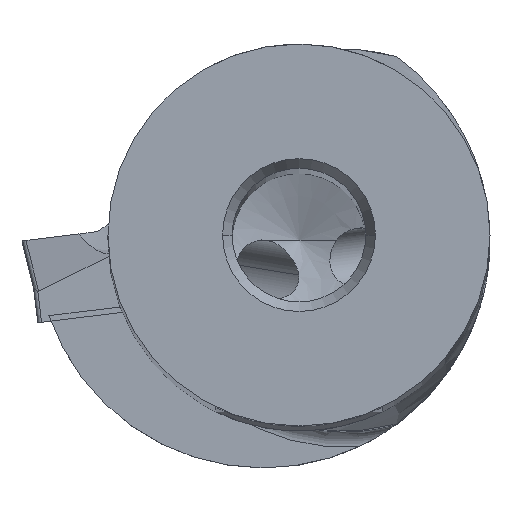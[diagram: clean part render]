
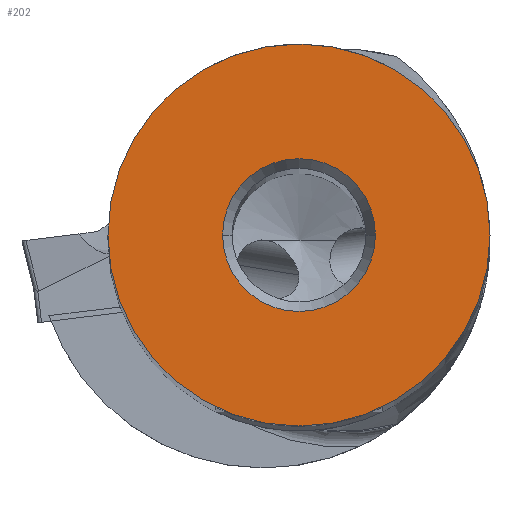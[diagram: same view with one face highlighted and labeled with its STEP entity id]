
A CAD part, top view. The second image highlights one B-rep face of the part: STEP entity #202.
In plain terms, the highlighted planar face has unit normal (0, 0, 1).
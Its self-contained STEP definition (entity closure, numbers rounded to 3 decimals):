
#36=FACE_BOUND('',#515,.T.);
#37=FACE_BOUND('',#516,.T.);
#202=ADVANCED_FACE('',(#36,#37),#311,.T.);
#311=PLANE('',#2906);
#515=EDGE_LOOP('',(#853,#854));
#516=EDGE_LOOP('',(#855,#856));
#853=ORIENTED_EDGE('',*,*,#1795,.T.);
#854=ORIENTED_EDGE('',*,*,#1802,.T.);
#855=ORIENTED_EDGE('',*,*,#1807,.T.);
#856=ORIENTED_EDGE('',*,*,#1808,.T.);
#1489=VERTEX_POINT('',#4502);
#1490=VERTEX_POINT('',#4503);
#1499=VERTEX_POINT('',#4526);
#1500=VERTEX_POINT('',#4527);
#1795=EDGE_CURVE('',#1489,#1490,#2246,.T.);
#1802=EDGE_CURVE('',#1490,#1489,#2247,.T.);
#1807=EDGE_CURVE('',#1499,#1500,#2248,.T.);
#1808=EDGE_CURVE('',#1500,#1499,#2249,.T.);
#2246=CIRCLE('',#2896,10.);
#2247=CIRCLE('',#2900,10.);
#2248=CIRCLE('',#2904,4.);
#2249=CIRCLE('',#2905,4.);
#2896=AXIS2_PLACEMENT_3D('',#4501,#3283,#3284);
#2900=AXIS2_PLACEMENT_3D('',#4515,#3295,#3296);
#2904=AXIS2_PLACEMENT_3D('',#4525,#3305,#3306);
#2905=AXIS2_PLACEMENT_3D('',#4528,#3307,#3308);
#2906=AXIS2_PLACEMENT_3D('',#4529,#3309,#3310);
#3283=DIRECTION('',(0.,0.,1.));
#3284=DIRECTION('',(-1.,0.,0.));
#3295=DIRECTION('',(0.,0.,1.));
#3296=DIRECTION('',(1.,0.,0.));
#3305=DIRECTION('',(0.,0.,-1.));
#3306=DIRECTION('',(-1.,0.,0.));
#3307=DIRECTION('',(0.,0.,-1.));
#3308=DIRECTION('',(1.,0.,0.));
#3309=DIRECTION('',(0.,0.,1.));
#3310=DIRECTION('',(1.,0.,0.));
#4501=CARTESIAN_POINT('',(0.,0.,0.));
#4502=CARTESIAN_POINT('',(-10.,0.,0.));
#4503=CARTESIAN_POINT('',(10.,0.,0.));
#4515=CARTESIAN_POINT('',(0.,0.,0.));
#4525=CARTESIAN_POINT('',(0.,0.,0.));
#4526=CARTESIAN_POINT('',(-4.,0.,0.));
#4527=CARTESIAN_POINT('',(4.,0.,0.));
#4528=CARTESIAN_POINT('',(0.,0.,0.));
#4529=CARTESIAN_POINT('',(0.,0.,0.));
